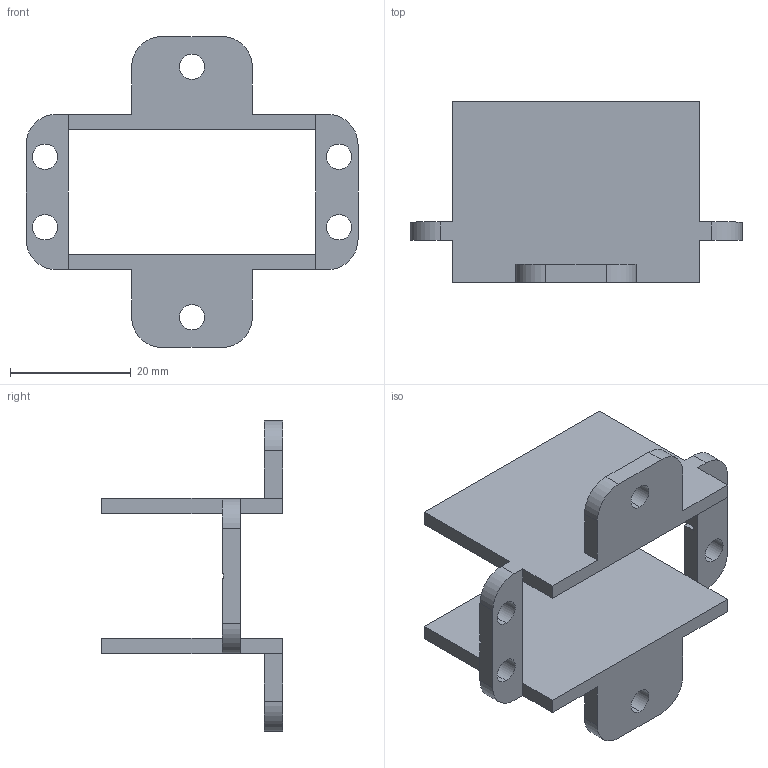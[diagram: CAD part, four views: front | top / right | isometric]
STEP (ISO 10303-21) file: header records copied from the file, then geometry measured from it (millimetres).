
FILE_DESCRIPTION (( 'STEP AP214' ), '1' );
FILE_NAME ('ServoMotorHolder.step', '2022-07-16T15:43:45', ( 'Windows User' ), ( '' ), 'SwSTEP 2.0', 'SolidWorks 2022', '' );
FILE_SCHEMA (( 'AUTOMOTIVE_DESIGN' ));
Length unit declared in the file: centimetre
Products named in the file (1): ServoMotorHolder
Bounding box: 55 x 30 x 51.5 mm (x, y, z)
Volume: 8387.7 mm3; surface area: 7830.5 mm2
Topology: 1 solids, 1 shells, 60 faces, 172 edges, 112 vertices
Faces by surface type: plane 40, cylinder 20
Entity records: 2014 total; most frequent: CARTESIAN_POINT 345, ORIENTED_EDGE 344, DIRECTION 334, EDGE_CURVE 172, VECTOR 132, LINE 132, VERTEX_POINT 112, AXIS2_PLACEMENT_3D 101
